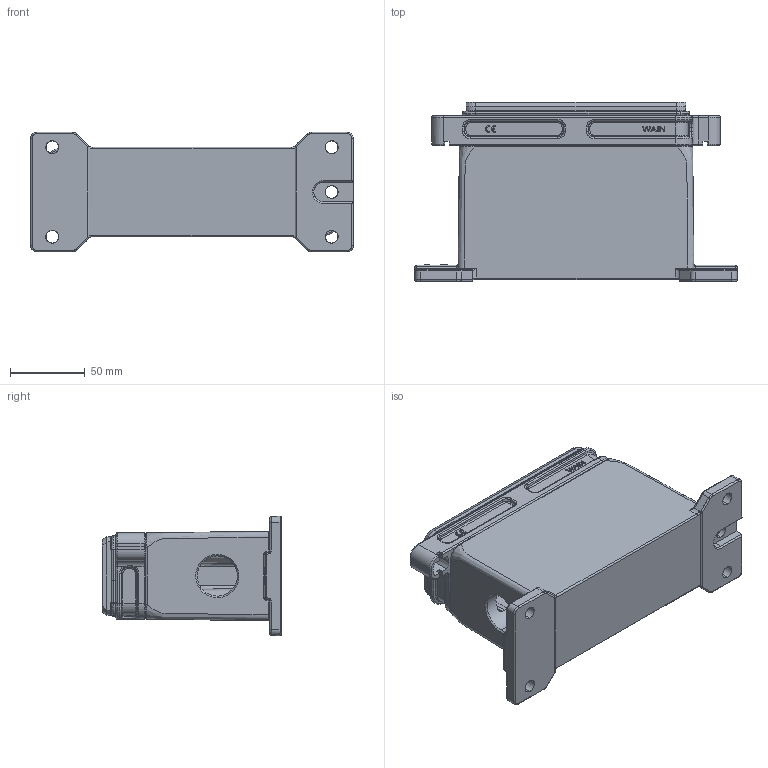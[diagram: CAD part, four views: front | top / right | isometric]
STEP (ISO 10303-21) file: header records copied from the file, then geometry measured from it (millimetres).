
FILE_DESCRIPTION(/* description */ (''),/* implementation_level */ '2;1');
FILE_NAME(/* name */ '3D_1136242205011_HP24B_H-SFH-2H-PG21_V1.1.stp',/* time_stamp */ '2023-12-05T09:09:42+08:00',/* author */ (''),/* organization */ (''),/* preprocessor_version */ 'ST-DEVELOPER v18.1',/* originating_system */ 'SIEMENS PLM Software NX 1980',/* authorisation */ '');
FILE_SCHEMA (('AUTOMOTIVE_DESIGN { 1 0 10303 214 3 1 1 1 }'));
Length unit declared in the file: millimetre
Products named in the file (1): 3D_1136242205003_HP24B_H-SFH-2H-M25_V1.1_stp
Bounding box: 215.96 x 119.9 x 79.96 mm (x, y, z)
Volume: 497849.3 mm3; surface area: 135927.6 mm2
Topology: 5 solids, 12 shells, 1275 faces, 3221 edges, 1996 vertices
Faces by surface type: plane 514, cylinder 390, cone 161, torus 130, bspline 66, sphere 8, extrusion 6
Entity records: 45333 total; most frequent: CARTESIAN_POINT 17729, ORIENTED_EDGE 6410, DIRECTION 4657, EDGE_CURVE 3205, VERTEX_POINT 1996, AXIS2_PLACEMENT_3D 1626, VECTOR 1405, LINE 1399
